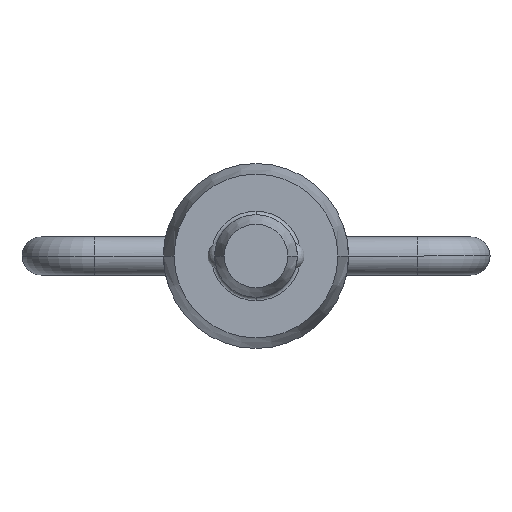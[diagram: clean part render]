
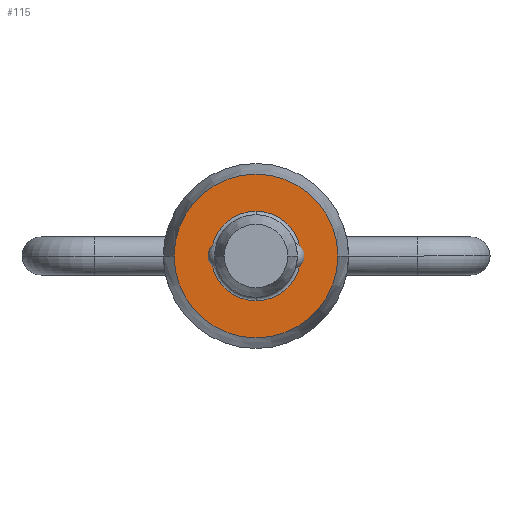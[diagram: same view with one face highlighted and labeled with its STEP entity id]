
A CAD part, front view. The second image highlights one B-rep face of the part: STEP entity #115.
In plain terms, the highlighted planar face has unit normal (0, -1, 0).
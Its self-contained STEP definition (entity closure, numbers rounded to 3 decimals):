
#115=ADVANCED_FACE('',(#240,#241),#242,.T.);
#240=FACE_OUTER_BOUND('',#373,.T.);
#241=FACE_BOUND('',#374,.T.);
#242=PLANE('',#375);
#373=EDGE_LOOP('',(#649,#650));
#374=EDGE_LOOP('',(#651,#652,#653));
#375=AXIS2_PLACEMENT_3D('',#654,#655,#656);
#649=ORIENTED_EDGE('',*,*,#901,.T.);
#650=ORIENTED_EDGE('',*,*,#867,.T.);
#651=ORIENTED_EDGE('',*,*,#888,.T.);
#652=ORIENTED_EDGE('',*,*,#812,.T.);
#653=ORIENTED_EDGE('',*,*,#889,.T.);
#654=CARTESIAN_POINT('',(-3.958,0.0,0.0));
#655=DIRECTION('',(0.,-1.0,0.0));
#656=DIRECTION('',(1.0,0.,0.0));
#812=EDGE_CURVE('',#964,#970,#972,.T.);
#867=EDGE_CURVE('',#1065,#1063,#1066,.T.);
#888=EDGE_CURVE('',#1090,#964,#1091,.T.);
#889=EDGE_CURVE('',#970,#1090,#1092,.T.);
#901=EDGE_CURVE('',#1063,#1065,#1104,.T.);
#964=VERTEX_POINT('',#1169);
#970=VERTEX_POINT('',#1175);
#972=CIRCLE('',#1177,2.581);
#1063=VERTEX_POINT('',#1371);
#1065=VERTEX_POINT('',#1374);
#1066=CIRCLE('',#1375,4.722);
#1090=VERTEX_POINT('',#1455);
#1091=CIRCLE('',#1456,2.581);
#1092=CIRCLE('',#1457,2.581);
#1104=CIRCLE('',#1469,4.722);
#1169=CARTESIAN_POINT('',(0.,0.,2.581));
#1175=CARTESIAN_POINT('',(0.,0.,-2.581));
#1177=AXIS2_PLACEMENT_3D('',#1598,#1599,#1600);
#1371=CARTESIAN_POINT('',(-4.722,0.0,0.0));
#1374=CARTESIAN_POINT('',(4.722,0.,0.));
#1375=AXIS2_PLACEMENT_3D('',#1678,#1679,#1680);
#1455=CARTESIAN_POINT('',(-2.581,0.0,0.0));
#1456=AXIS2_PLACEMENT_3D('',#1701,#1702,#1703);
#1457=AXIS2_PLACEMENT_3D('',#1704,#1705,#1706);
#1469=AXIS2_PLACEMENT_3D('',#1725,#1726,#1727);
#1598=CARTESIAN_POINT('',(0.,0.0,0.0));
#1599=DIRECTION('',(0.,1.0,0.0));
#1600=DIRECTION('',(-1.0,0.,0.0));
#1678=CARTESIAN_POINT('',(0.,0.0,0.));
#1679=DIRECTION('',(0.,-1.0,0.0));
#1680=DIRECTION('',(-1.0,0.,0.0));
#1701=CARTESIAN_POINT('',(0.,0.0,0.0));
#1702=DIRECTION('',(0.,1.0,0.0));
#1703=DIRECTION('',(-1.0,0.,0.0));
#1704=CARTESIAN_POINT('',(0.,0.0,0.0));
#1705=DIRECTION('',(0.,1.0,0.0));
#1706=DIRECTION('',(-1.0,0.,0.0));
#1725=CARTESIAN_POINT('',(0.,0.0,0.));
#1726=DIRECTION('',(0.,-1.0,0.0));
#1727=DIRECTION('',(-1.0,0.,0.0));
